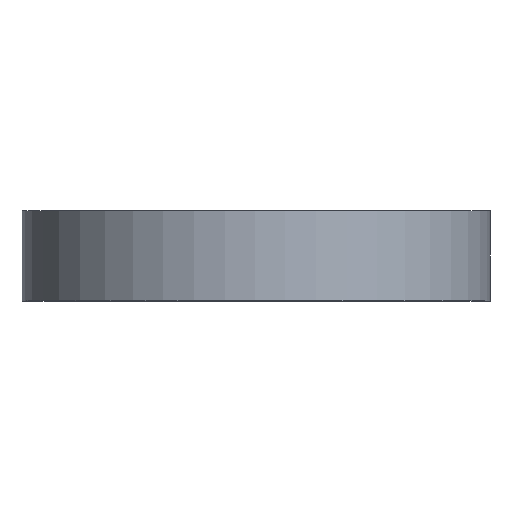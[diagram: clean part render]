
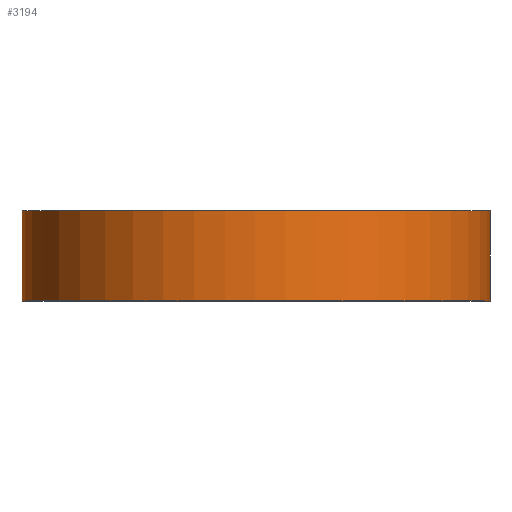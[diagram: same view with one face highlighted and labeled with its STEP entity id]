
A CAD part, top view. The second image highlights one B-rep face of the part: STEP entity #3194.
In plain terms, the highlighted free-form (B-spline) face has degree [2, 1] with [9, 2] control points.
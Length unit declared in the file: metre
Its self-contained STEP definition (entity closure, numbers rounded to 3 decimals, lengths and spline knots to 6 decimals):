
#4 = CARTESIAN_POINT('NONE', (0.020638, -0.003975, -0));
#5 = VERTEX_POINT('NONE', #4);
#6 = CARTESIAN_POINT('NONE', (0.020638, 0.003975, -0));
#7 = VERTEX_POINT('NONE', #6);
#180 = CARTESIAN_POINT('NONE', (0.020638, -0.003975, -0));
#181 = CARTESIAN_POINT('NONE', (0.020638, -0.003975, -0.020637));
#182 = CARTESIAN_POINT('NONE', (0., -0.003975, -0.020638));
#183 = CARTESIAN_POINT('NONE', (-0.020637, -0.003975, -0.020638));
#184 = CARTESIAN_POINT('NONE', (-0.020638, -0.003975, 0.));
#185 = CARTESIAN_POINT('NONE', (-0.020638, -0.003975, 0.020637));
#186 = CARTESIAN_POINT('NONE', (0., -0.003975, 0.020638));
#187 = CARTESIAN_POINT('NONE', (0.020637, -0.003975, 0.020638));
#188 = CARTESIAN_POINT('NONE', (0.020638, -0.003975, -0));
#189 = (
  BOUNDED_CURVE()
  B_SPLINE_CURVE(2, (#180, #181, #182, #183, #184, #185, #186, #187, #188), .UNSPECIFIED., .F., .F.)
  B_SPLINE_CURVE_WITH_KNOTS((3, 2, 2, 2, 3), (0, 0.25, 0.5, 0.75, 1), .UNSPECIFIED.)
  CURVE()
  GEOMETRIC_REPRESENTATION_ITEM()
  RATIONAL_B_SPLINE_CURVE((1, 0.707, 1, 0.707, 1, 0.707, 1, 0.707, 1))
  REPRESENTATION_ITEM('NONE')
);
#194 = CARTESIAN_POINT('NONE', (0.020638, 0.003975, -0));
#195 = CARTESIAN_POINT('NONE', (0.020638, 0.003975, -0.020637));
#196 = CARTESIAN_POINT('NONE', (0., 0.003975, -0.020638));
#197 = CARTESIAN_POINT('NONE', (-0.020637, 0.003975, -0.020638));
#198 = CARTESIAN_POINT('NONE', (-0.020638, 0.003975, 0.));
#199 = CARTESIAN_POINT('NONE', (-0.020638, 0.003975, 0.020637));
#200 = CARTESIAN_POINT('NONE', (0., 0.003975, 0.020638));
#201 = CARTESIAN_POINT('NONE', (0.020637, 0.003975, 0.020638));
#202 = CARTESIAN_POINT('NONE', (0.020638, 0.003975, -0));
#203 = (
  BOUNDED_CURVE()
  B_SPLINE_CURVE(2, (#194, #195, #196, #197, #198, #199, #200, #201, #202), .UNSPECIFIED., .F., .F.)
  B_SPLINE_CURVE_WITH_KNOTS((3, 2, 2, 2, 3), (0, 0.25, 0.5, 0.75, 1), .UNSPECIFIED.)
  CURVE()
  GEOMETRIC_REPRESENTATION_ITEM()
  RATIONAL_B_SPLINE_CURVE((1, 0.707, 1, 0.707, 1, 0.707, 1, 0.707, 1))
  REPRESENTATION_ITEM('NONE')
);
#1376 = EDGE_CURVE('NONE', #5, #5, #189, .T.);
#1378 = EDGE_CURVE('NONE', #7, #7, #203, .T.);
#1538 = CARTESIAN_POINT('NONE', (0.020638, -0.003975, -0));
#1539 = CARTESIAN_POINT('NONE', (0.020638, 0.003975, -0));
#1540 = CARTESIAN_POINT('NONE', (0.020638, -0.003975, -0.020637));
#1541 = CARTESIAN_POINT('NONE', (0.020638, 0.003975, -0.020637));
#1542 = CARTESIAN_POINT('NONE', (0., -0.003975, -0.020638));
#1543 = CARTESIAN_POINT('NONE', (0., 0.003975, -0.020638));
#1544 = CARTESIAN_POINT('NONE', (-0.020637, -0.003975, -0.020638));
#1545 = CARTESIAN_POINT('NONE', (-0.020637, 0.003975, -0.020638));
#1546 = CARTESIAN_POINT('NONE', (-0.020638, -0.003975, 0.));
#1547 = CARTESIAN_POINT('NONE', (-0.020638, 0.003975, 0.));
#1548 = CARTESIAN_POINT('NONE', (-0.020638, -0.003975, 0.020637));
#1549 = CARTESIAN_POINT('NONE', (-0.020638, 0.003975, 0.020637));
#1550 = CARTESIAN_POINT('NONE', (0., -0.003975, 0.020638));
#1551 = CARTESIAN_POINT('NONE', (0., 0.003975, 0.020638));
#1552 = CARTESIAN_POINT('NONE', (0.020637, -0.003975, 0.020638));
#1553 = CARTESIAN_POINT('NONE', (0.020637, 0.003975, 0.020638));
#1554 = CARTESIAN_POINT('NONE', (0.020638, -0.003975, -0));
#1555 = CARTESIAN_POINT('NONE', (0.020638, 0.003975, -0));
#1556 = (
  BOUNDED_SURFACE()
  B_SPLINE_SURFACE(2, 1, ((#1538, #1539), (#1540, #1541), (#1542, #1543), (#1544, #1545), (#1546, #1547), (#1548, #1549), (#1550, #1551), (#1552, #1553), (#1554, #1555)), .UNSPECIFIED., .F., .F., .F.)
  B_SPLINE_SURFACE_WITH_KNOTS((3, 2, 2, 2, 3), (2, 2), (0, 0.25, 0.5, 0.75, 1), (0, 7.9502), .UNSPECIFIED.)
  GEOMETRIC_REPRESENTATION_ITEM()
  RATIONAL_B_SPLINE_SURFACE(((1, 1), (0.707, 0.707), (1, 1), (0.707, 0.707), (1, 1), (0.707, 0.707), (1, 1), (0.707, 0.707), (1, 1)))
  REPRESENTATION_ITEM('NONE')
  SURFACE()
);
#3190 = ORIENTED_EDGE('NONE', *, *, #1376, .T.);
#3191 = ORIENTED_EDGE('NONE', *, *, #1378, .F.);
#3192 = EDGE_LOOP('NONE', (#3190, #3191));
#3193 = FACE_BOUND('NONE', #3192, .T.);
#3194 = ADVANCED_FACE('NONE', (#3193), #1556, .T.);
